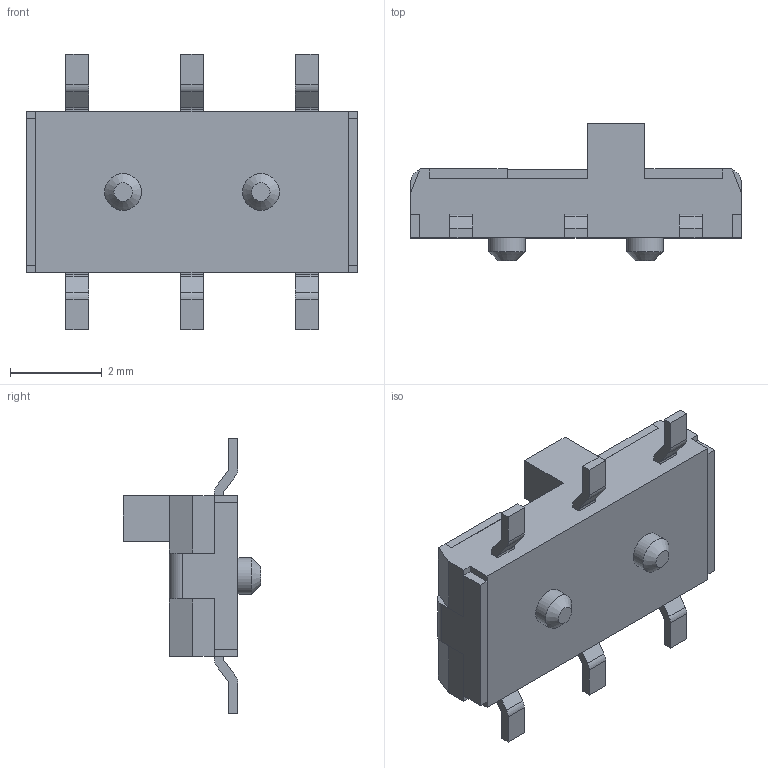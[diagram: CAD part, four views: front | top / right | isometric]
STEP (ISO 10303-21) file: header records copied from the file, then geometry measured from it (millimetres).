
FILE_DESCRIPTION(/* description */ ('STEP AP242','CAx-IF Rec.Pracs.---Representation and Presentation of Product Manufacturing Information (PMI)---4.0---2014-10-13','CAx-IF Rec.Pracs.---3D Tessellated Geometry---0.4---2014-09-14','2;1'),/* implementation_level */ '2;1');
FILE_NAME(/* name */ '66c20376d9fc670103280047',/* time_stamp */ '2024-08-18T14:21:43Z',/* author */ (''),/* organization */ (''),/* preprocessor_version */ 'ST-DEVELOPER v20',/* originating_system */ ' ',/* authorisation */ ' ');
FILE_SCHEMA (('AP242_MANAGED_MODEL_BASED_3D_ENGINEERING_MIM_LF { 1 0 10303 442 1 1 4 }'));
Length unit declared in the file: metre
Products named in the file (8): AYZ0202AGRLC
Bounding box: 7.2 x 3 x 6 mm (x, y, z)
Volume: 39.6 mm3; surface area: 155.9 mm2
Topology: 8 solids, 8 shells, 158 faces, 420 edges, 280 vertices
Faces by surface type: plane 126, cylinder 30, cone 2
Full cylindrical faces by diameter (mm): 0.8 x2
Entity records: 6140 total; most frequent: CARTESIAN_POINT 858, ORIENTED_EDGE 828, DIRECTION 808, EDGE_CURVE 414, LINE 352, VECTOR 352, VERTEX_POINT 278, AXIS2_PLACEMENT_3D 228
